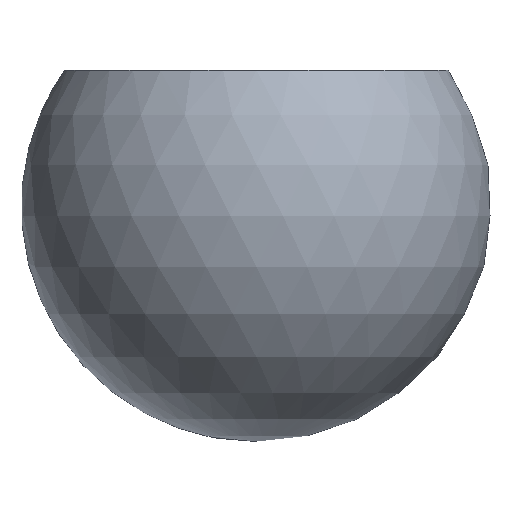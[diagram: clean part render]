
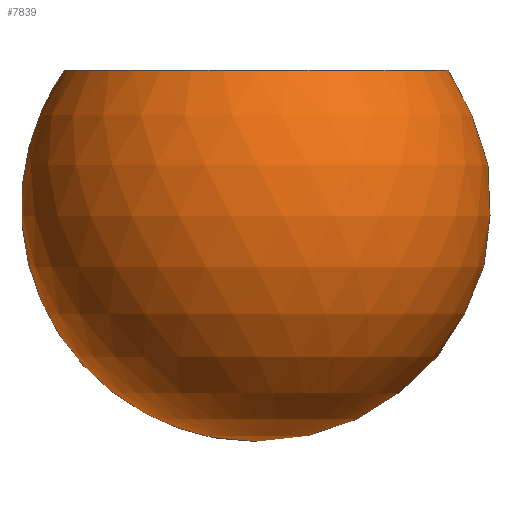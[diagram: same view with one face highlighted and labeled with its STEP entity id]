
A CAD part, front view. The second image highlights one B-rep face of the part: STEP entity #7839.
In plain terms, the highlighted spherical face has radius 22.5 mm.
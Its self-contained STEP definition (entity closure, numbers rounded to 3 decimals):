
#374 = DIRECTION ( 'NONE',  ( -1., 0., 0. ) ) ;
#466 = AXIS2_PLACEMENT_3D ( 'NONE', #8472, #2554, #4539 ) ;
#1605 = EDGE_LOOP ( 'NONE', ( #6929 ) ) ;
#2554 = DIRECTION ( 'NONE',  ( 0., 0., -1. ) ) ;
#4539 = DIRECTION ( 'NONE',  ( -1., 0., 0. ) ) ;
#5948 = SPHERICAL_SURFACE ( 'NONE', #11969, 22.5 ) ;
#6929 = ORIENTED_EDGE ( 'NONE', *, *, #8455, .T. ) ;
#7032 = FACE_BOUND ( 'NONE', #1605, .T. ) ;
#7182 = CIRCLE ( 'NONE', #466, 18.364 ) ;
#7193 = DIRECTION ( 'NONE',  ( 0., 0., 1. ) ) ;
#7839 = ADVANCED_FACE ( 'NONE', ( #7032 ), #5948, .T. ) ;
#8455 = EDGE_CURVE ( 'NONE', #9298, #9298, #7182, .T. ) ;
#8472 = CARTESIAN_POINT ( 'NONE',  ( 0., 0., 13. ) ) ;
#8692 = CARTESIAN_POINT ( 'NONE',  ( -18.364, 0., 13. ) ) ;
#9298 = VERTEX_POINT ( 'NONE', #8692 ) ;
#11969 = AXIS2_PLACEMENT_3D ( 'NONE', #12134, #7193, #374 ) ;
#12134 = CARTESIAN_POINT ( 'NONE',  ( 0., 0., 0. ) ) ;
